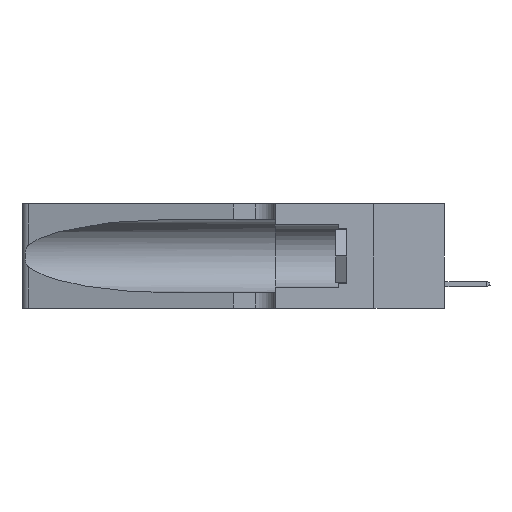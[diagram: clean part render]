
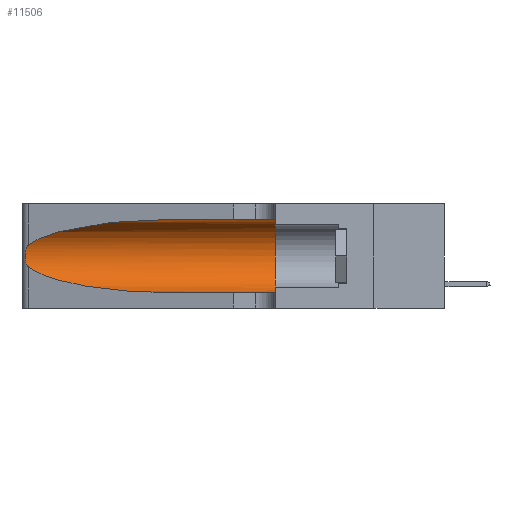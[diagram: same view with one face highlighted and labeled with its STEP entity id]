
A CAD part, left-side view. The second image highlights one B-rep face of the part: STEP entity #11506.
In plain terms, the highlighted cylindrical face has radius 3.308 mm (diameter 6.617 mm), a partial arc.
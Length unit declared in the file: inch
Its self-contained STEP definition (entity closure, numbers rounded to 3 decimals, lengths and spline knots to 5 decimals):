
#835 = CARTESIAN_POINT ( 'NONE',  ( 0.26075, 1.23896, 0.178 ) ) ;
#1167 = EDGE_CURVE ( 'NONE', #14013, #19577, #26349, .T. ) ;
#1290 = DIRECTION ( 'NONE',  ( 0., 1., 0. ) ) ;
#1890 = ORIENTED_EDGE ( 'NONE', *, *, #24740, .T. ) ;
#1930 = CYLINDRICAL_SURFACE ( 'NONE', #9984, 0.13025 ) ;
#2663 = CARTESIAN_POINT ( 'NONE',  ( 0.25487, 1.22718, 0.22369 ) ) ;
#3949 = DIRECTION ( 'NONE',  ( 0., 0., 1. ) ) ;
#4416 = CARTESIAN_POINT ( 'NONE',  ( 0.26017, 1.23833, 0.17102 ) ) ;
#5500 = EDGE_CURVE ( 'NONE', #29543, #20293, #29362, .T. ) ;
#5632 = VERTEX_POINT ( 'NONE', #2663 ) ;
#6233 = VECTOR ( 'NONE', #30993, 39.37008 ) ;
#6514 = EDGE_LOOP ( 'NONE', ( #1890, #15554, #24476, #25437, #23298, #23743 ) ) ;
#6830 = DIRECTION ( 'NONE',  ( 0., -1., 0. ) ) ;
#8079 = EDGE_CURVE ( 'NONE', #20293, #9454, #28277, .T. ) ;
#9454 = VERTEX_POINT ( 'NONE', #24105 ) ;
#9984 = AXIS2_PLACEMENT_3D ( 'NONE', #18748, #6830, #30386 ) ;
#9997 = CARTESIAN_POINT ( 'NONE',  ( 0.1305, 0.72297, 0.05475 ) ) ;
#10139 = CARTESIAN_POINT ( 'NONE',  ( 0.25639, 1.23184, 0.21858 ) ) ;
#10494 = CARTESIAN_POINT ( 'NONE',  ( 0.25789, 1.23486, 0.15765 ) ) ;
#10504 = VECTOR ( 'NONE', #18148, 39.37008 ) ;
#11506 = ADVANCED_FACE ( 'NONE', ( #22353 ), #1930, .F. ) ;
#12364 = CARTESIAN_POINT ( 'NONE',  ( 0.25787, 1.23484, 0.2124 ) ) ;
#13262 = CARTESIAN_POINT ( 'NONE',  ( 0.25487, 1.22718, 0.14631 ) ) ;
#13392 = CARTESIAN_POINT ( 'NONE',  ( 0.25639, 1.23186, 0.15144 ) ) ;
#14013 = VERTEX_POINT ( 'NONE', #17649 ) ;
#14833 = AXIS2_PLACEMENT_3D ( 'NONE', #32687, #1290, #3949 ) ;
#15554 = ORIENTED_EDGE ( 'NONE', *, *, #15723, .T. ) ;
#15610 = CARTESIAN_POINT ( 'NONE',  ( 0.25487, 1.22718, 0.14631 ) ) ;
#15723 = EDGE_CURVE ( 'NONE', #5632, #14013, #19615, .T. ) ;
#15727 = CARTESIAN_POINT ( 'NONE',  ( 0.1305, 1.61858, 0.05475 ) ) ;
#16014 = CARTESIAN_POINT ( 'NONE',  ( 0.18966, 0.96281, 0.05475 ) ) ;
#17512 =( BOUNDED_CURVE ( )  B_SPLINE_CURVE ( 3, ( #24349, #30027, #24878, #22068 ),
 .UNSPECIFIED., .F., .T. ) 
 B_SPLINE_CURVE_WITH_KNOTS ( ( 4, 4 ),
 ( 1.5708, 2.84003 ),
 .UNSPECIFIED. ) 
 CURVE ( )  GEOMETRIC_REPRESENTATION_ITEM ( )  RATIONAL_B_SPLINE_CURVE ( ( 1., 0.87, 0.87, 1. ) ) 
 REPRESENTATION_ITEM ( '' )  );
#17649 = CARTESIAN_POINT ( 'NONE',  ( 0.25487, 1.22718, 0.14631 ) ) ;
#18148 = DIRECTION ( 'NONE',  ( 0., -1., 0. ) ) ;
#18748 = CARTESIAN_POINT ( 'NONE',  ( 0.1305, 1.61858, 0.185 ) ) ;
#19026 = CARTESIAN_POINT ( 'NONE',  ( 0.25856, 1.23593, 0.16098 ) ) ;
#19577 = VERTEX_POINT ( 'NONE', #9997 ) ;
#19615 = B_SPLINE_CURVE_WITH_KNOTS ( 'NONE', 3,
 ( #35950, #24460, #10139, #12364, #32654, #27004, #35572, #835, #4416, #19026, #10494, #13392, #24714, #13262 ),
 .UNSPECIFIED., .F., .F.,
 ( 4, 2, 2, 2, 2, 2, 4 ),
 ( 0., 0.00027, 0.00053, 0.00107, 0.0016, 0.00187, 0.00214 ),
 .UNSPECIFIED. ) ;
#20293 = VERTEX_POINT ( 'NONE', #22368 ) ;
#21595 = CARTESIAN_POINT ( 'NONE',  ( 0.2373, 1.15595, 0.08982 ) ) ;
#22068 = CARTESIAN_POINT ( 'NONE',  ( 0.25487, 1.22718, 0.22369 ) ) ;
#22353 = FACE_OUTER_BOUND ( 'NONE', #6514, .T. ) ;
#22368 = CARTESIAN_POINT ( 'NONE',  ( 0.1305, 0.35, 0.31525 ) ) ;
#22423 = CARTESIAN_POINT ( 'NONE',  ( 0.1305, 1.61858, 0.31525 ) ) ;
#22784 = LINE ( 'NONE', #15727, #10504 ) ;
#23298 = ORIENTED_EDGE ( 'NONE', *, *, #8079, .F. ) ;
#23743 = ORIENTED_EDGE ( 'NONE', *, *, #5500, .F. ) ;
#24105 = CARTESIAN_POINT ( 'NONE',  ( 0.1305, 0.35, 0.05475 ) ) ;
#24349 = CARTESIAN_POINT ( 'NONE',  ( 0.1305, 0.72297, 0.31525 ) ) ;
#24460 = CARTESIAN_POINT ( 'NONE',  ( 0.25555, 1.22994, 0.2215 ) ) ;
#24476 = ORIENTED_EDGE ( 'NONE', *, *, #1167, .T. ) ;
#24714 = CARTESIAN_POINT ( 'NONE',  ( 0.25555, 1.22993, 0.14849 ) ) ;
#24740 = EDGE_CURVE ( 'NONE', #29543, #5632, #17512, .T. ) ;
#24878 = CARTESIAN_POINT ( 'NONE',  ( 0.2373, 1.15595, 0.28018 ) ) ;
#25437 = ORIENTED_EDGE ( 'NONE', *, *, #26423, .T. ) ;
#26349 =( BOUNDED_CURVE ( )  B_SPLINE_CURVE ( 3, ( #15610, #21595, #16014, #36264 ),
 .UNSPECIFIED., .F., .F. ) 
 B_SPLINE_CURVE_WITH_KNOTS ( ( 4, 4 ),
 ( 3.44316, 4.71239 ),
 .UNSPECIFIED. ) 
 CURVE ( )  GEOMETRIC_REPRESENTATION_ITEM ( )  RATIONAL_B_SPLINE_CURVE ( ( 1., 0.87, 0.87, 1. ) ) 
 REPRESENTATION_ITEM ( '' )  );
#26423 = EDGE_CURVE ( 'NONE', #19577, #9454, #22784, .T. ) ;
#27004 = CARTESIAN_POINT ( 'NONE',  ( 0.26018, 1.23835, 0.19895 ) ) ;
#28277 = CIRCLE ( 'NONE', #14833, 0.13025 ) ;
#29362 = LINE ( 'NONE', #22423, #6233 ) ;
#29543 = VERTEX_POINT ( 'NONE', #33322 ) ;
#30027 = CARTESIAN_POINT ( 'NONE',  ( 0.18966, 0.96281, 0.31525 ) ) ;
#30386 = DIRECTION ( 'NONE',  ( 0., 0., -1. ) ) ;
#30993 = DIRECTION ( 'NONE',  ( 0., -1., 0. ) ) ;
#32654 = CARTESIAN_POINT ( 'NONE',  ( 0.25854, 1.2359, 0.20912 ) ) ;
#32687 = CARTESIAN_POINT ( 'NONE',  ( 0.1305, 0.35, 0.185 ) ) ;
#33322 = CARTESIAN_POINT ( 'NONE',  ( 0.1305, 0.72297, 0.31525 ) ) ;
#35572 = CARTESIAN_POINT ( 'NONE',  ( 0.26075, 1.23896, 0.19203 ) ) ;
#35950 = CARTESIAN_POINT ( 'NONE',  ( 0.25487, 1.22718, 0.22369 ) ) ;
#36264 = CARTESIAN_POINT ( 'NONE',  ( 0.1305, 0.72297, 0.05475 ) ) ;
